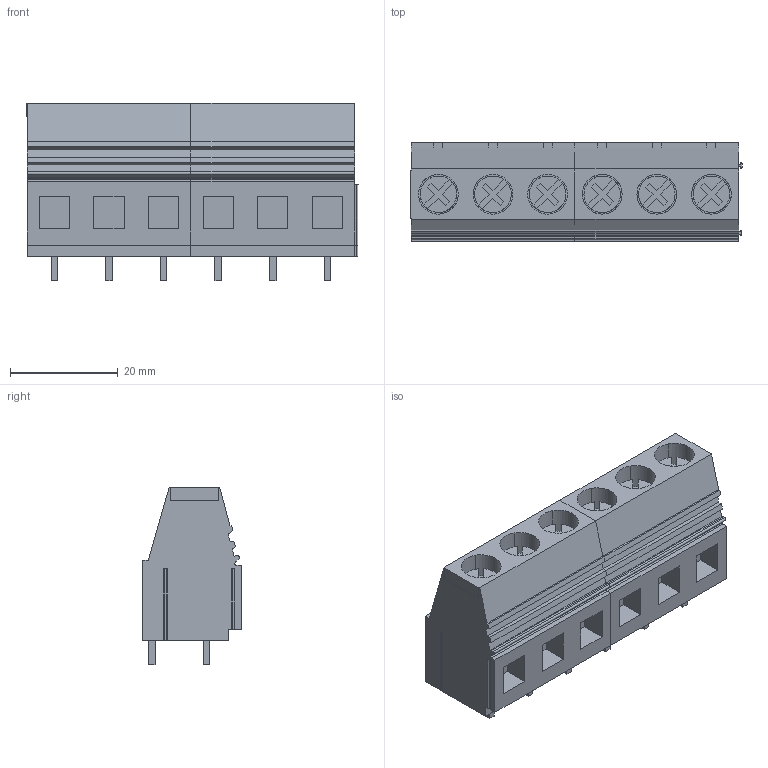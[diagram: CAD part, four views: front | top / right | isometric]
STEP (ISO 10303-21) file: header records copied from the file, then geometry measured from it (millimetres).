
FILE_DESCRIPTION(('CATIA V5 STEP Exchange','CAx-IF Rec.Pracs.--- Model Styling and Organization---1.2---2011-12-15'),'2;1');
FILE_NAME ('D1465103_0_9956410000_9956410000.stp','2018-03-09T15:24:30+00:00',('none'),('Weidmueller'),'CATIA Version 5-6 Release 2014','CATIA V5 STEP AP214','none');
FILE_SCHEMA(('AUTOMOTIVE_DESIGN { 1 0 10303 214 1 1 1 1 }'));
Length unit declared in the file: millimetre
Products named in the file (1): 9956410000
Bounding box: 61.77 x 18.3 x 33 mm (x, y, z)
Volume: 23256.1 mm3; surface area: 12105.6 mm2
Topology: 20 solids, 20 shells, 482 faces, 1236 edges, 812 vertices
Faces by surface type: plane 382, cylinder 100
Entity records: 14566 total; most frequent: CARTESIAN_POINT 2956, ORIENTED_EDGE 2472, DIRECTION 2024, EDGE_CURVE 1236, VECTOR 1012, LINE 1012, VERTEX_POINT 812, AXIS2_PLACEMENT_3D 604
